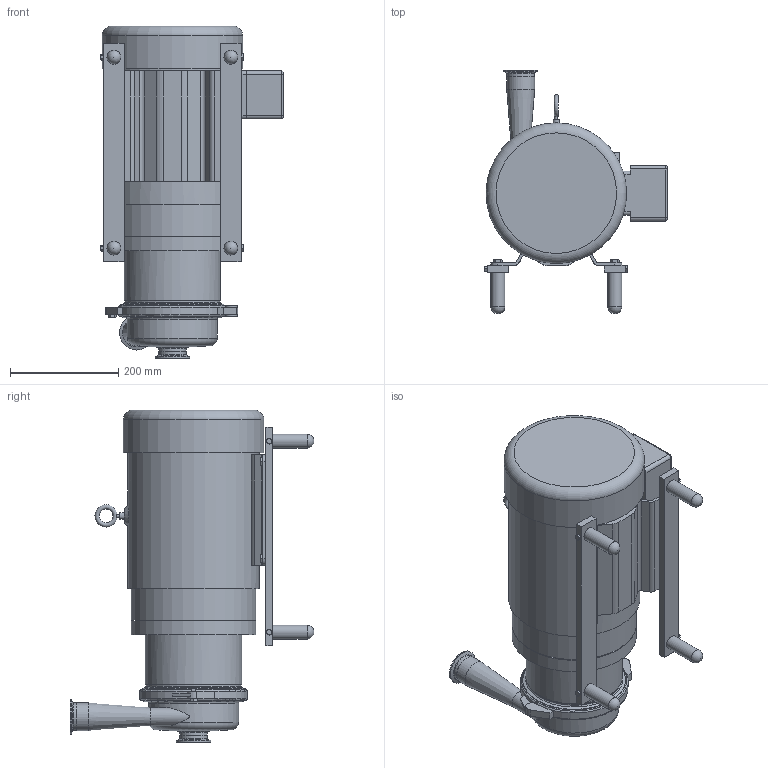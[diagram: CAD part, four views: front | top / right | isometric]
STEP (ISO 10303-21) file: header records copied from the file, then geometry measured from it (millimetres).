
FILE_DESCRIPTION(/* description */ (''),/* implementation_level */ '2;1');
FILE_NAME(/* name */ 'W+_W+22-20_215TC_2.0x2.0_S-Line_10HP_SM.stp',/* time_stamp */ '2020-09-02T10:55:53+05:00',/* author */ ('KRXREM'),/* organization */ (''),/* preprocessor_version */ 'ST-DEVELOPER v17',/* originating_system */ 'Autodesk Inventor 2018',/* authorisation */ '');
FILE_SCHEMA (('AUTOMOTIVE_DESIGN { 1 0 10303 214 3 1 1 }'));
Length unit declared in the file: inch
Products named in the file (1): W+_W+22-20_215TC_2.0x2.0_S-Line_10HP_SM
Bounding box: 336.3 x 450.45 x 612.97 mm (x, y, z)
Volume: 25590715.2 mm3; surface area: 776542 mm2
Topology: 1 solids, 1 shells, 534 faces, 1412 edges, 911 vertices
Faces by surface type: plane 286, cone 101, cylinder 83, bspline 42, torus 18, sphere 4
Full cylindrical faces by diameter (mm): 5.751 x1, 10 x1, 10.414 x2, 12.141 x1, 25.4 x4, 27 x4, 33.7 x1, 47.498 x2, 50.8 x1, 50.927 x2, 51.6 x1, 63.881 x2, 166 x1, 176 x1, 178 x1, 190 x1, 215.9 x1, 229.616 x1, 230 x1, 242.824 x1, 259.588 x1
Entity records: 17310 total; most frequent: CARTESIAN_POINT 4123, ORIENTED_EDGE 2816, DIRECTION 2551, EDGE_CURVE 1408, AXIS2_PLACEMENT_3D 926, VERTEX_POINT 911, LINE 699, VECTOR 699
